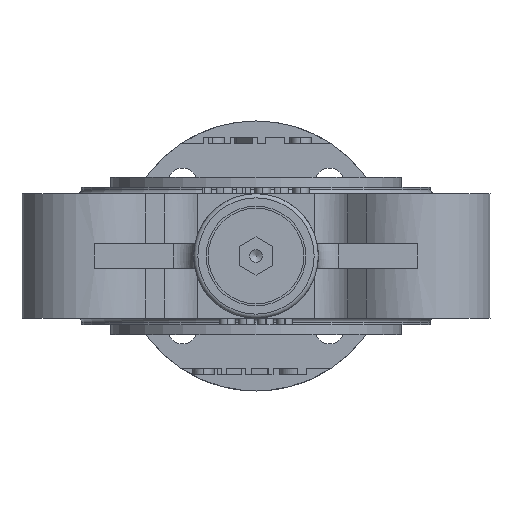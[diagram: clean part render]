
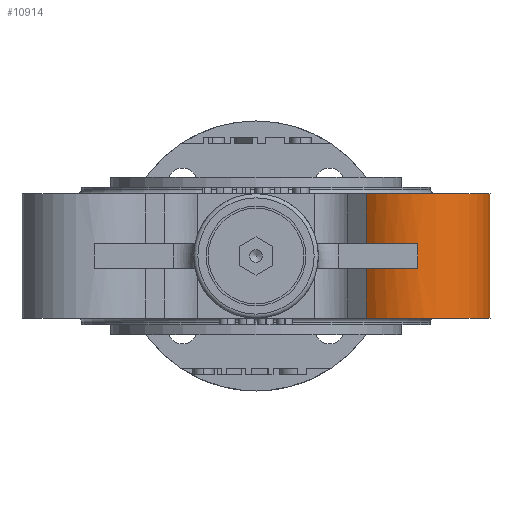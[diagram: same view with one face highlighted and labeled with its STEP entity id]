
A CAD part, front view. The second image highlights one B-rep face of the part: STEP entity #10914.
In plain terms, the highlighted cylindrical face has radius 17.5 mm (diameter 35 mm), a partial arc.
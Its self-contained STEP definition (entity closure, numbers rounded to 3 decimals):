
#1240=FACE_OUTER_BOUND('',#1910,.T.);
#1910=EDGE_LOOP('',(#8083,#8084,#8085,#8086,#8087,#8088,#8089,#8090));
#2705=LINE('',#18044,#3545);
#2741=LINE('',#18227,#3581);
#2742=LINE('',#18232,#3582);
#2743=LINE('',#18234,#3583);
#3545=VECTOR('',#13128,12.);
#3581=VECTOR('',#13328,12.);
#3582=VECTOR('',#13333,6.);
#3583=VECTOR('',#13336,30.);
#4260=CIRCLE('',#11743,17.5);
#4273=CIRCLE('',#11757,17.5);
#4289=CIRCLE('',#11782,17.5);
#4290=CIRCLE('',#11783,17.5);
#4896=VERTEX_POINT('',#18042);
#4897=VERTEX_POINT('',#18043);
#4930=VERTEX_POINT('',#18140);
#4931=VERTEX_POINT('',#18142);
#4945=VERTEX_POINT('',#18174);
#4962=VERTEX_POINT('',#18225);
#4963=VERTEX_POINT('',#18229);
#4964=VERTEX_POINT('',#18231);
#6062=EDGE_CURVE('',#4896,#4897,#2705,.T.);
#6110=EDGE_CURVE('',#4930,#4931,#4260,.T.);
#6128=EDGE_CURVE('',#4897,#4945,#4273,.T.);
#6154=EDGE_CURVE('',#4930,#4962,#2741,.T.);
#6155=EDGE_CURVE('',#4962,#4963,#4289,.T.);
#6156=EDGE_CURVE('',#4963,#4964,#2742,.T.);
#6157=EDGE_CURVE('',#4896,#4964,#4290,.T.);
#6158=EDGE_CURVE('',#4931,#4945,#2743,.T.);
#8083=ORIENTED_EDGE('',*,*,#6154,.T.);
#8084=ORIENTED_EDGE('',*,*,#6155,.T.);
#8085=ORIENTED_EDGE('',*,*,#6156,.T.);
#8086=ORIENTED_EDGE('',*,*,#6157,.F.);
#8087=ORIENTED_EDGE('',*,*,#6062,.T.);
#8088=ORIENTED_EDGE('',*,*,#6128,.T.);
#8089=ORIENTED_EDGE('',*,*,#6158,.F.);
#8090=ORIENTED_EDGE('',*,*,#6110,.F.);
#10082=CYLINDRICAL_SURFACE('',#11781,17.5);
#10914=ADVANCED_FACE('',(#1240),#10082,.T.);
#11743=AXIS2_PLACEMENT_3D('',#18143,#13237,#13238);
#11757=AXIS2_PLACEMENT_3D('',#18176,#13270,#13271);
#11781=AXIS2_PLACEMENT_3D('',#18228,#13329,#13330);
#11782=AXIS2_PLACEMENT_3D('',#18230,#13331,#13332);
#11783=AXIS2_PLACEMENT_3D('',#18233,#13334,#13335);
#13128=DIRECTION('',(0.,0.,-1.));
#13237=DIRECTION('center_axis',(0.,0.,1.));
#13238=DIRECTION('ref_axis',(0.,-1.,0.));
#13270=DIRECTION('center_axis',(0.,0.,1.));
#13271=DIRECTION('ref_axis',(0.,-1.,0.));
#13328=DIRECTION('',(0.,0.,-1.));
#13329=DIRECTION('center_axis',(0.,0.,-1.));
#13330=DIRECTION('ref_axis',(-1.,0.,0.));
#13331=DIRECTION('center_axis',(0.,0.,1.));
#13332=DIRECTION('ref_axis',(1.,0.,0.));
#13333=DIRECTION('',(0.,0.,-1.));
#13334=DIRECTION('center_axis',(0.,0.,1.));
#13335=DIRECTION('ref_axis',(1.,0.,0.));
#13336=DIRECTION('',(0.,0.,-1.));
#18042=CARTESIAN_POINT('',(26.517,-51.265,-3.));
#18043=CARTESIAN_POINT('',(26.517,-51.265,-15.));
#18044=CARTESIAN_POINT('',(26.517,-51.265,-3.));
#18140=CARTESIAN_POINT('',(26.517,-51.265,15.));
#18142=CARTESIAN_POINT('',(51.265,-26.517,15.));
#18143=CARTESIAN_POINT('Origin',(38.891,-38.891,15.));
#18174=CARTESIAN_POINT('',(51.265,-26.517,-15.));
#18176=CARTESIAN_POINT('Origin',(38.891,-38.891,-15.));
#18225=CARTESIAN_POINT('',(26.517,-51.265,3.));
#18227=CARTESIAN_POINT('',(26.517,-51.265,15.));
#18228=CARTESIAN_POINT('Origin',(38.891,-38.891,15.));
#18229=CARTESIAN_POINT('',(38.891,-56.391,3.));
#18230=CARTESIAN_POINT('Origin',(38.891,-38.891,3.));
#18231=CARTESIAN_POINT('',(38.891,-56.391,-3.));
#18232=CARTESIAN_POINT('',(38.891,-56.391,3.));
#18233=CARTESIAN_POINT('Origin',(38.891,-38.891,-3.));
#18234=CARTESIAN_POINT('',(51.265,-26.517,15.));
